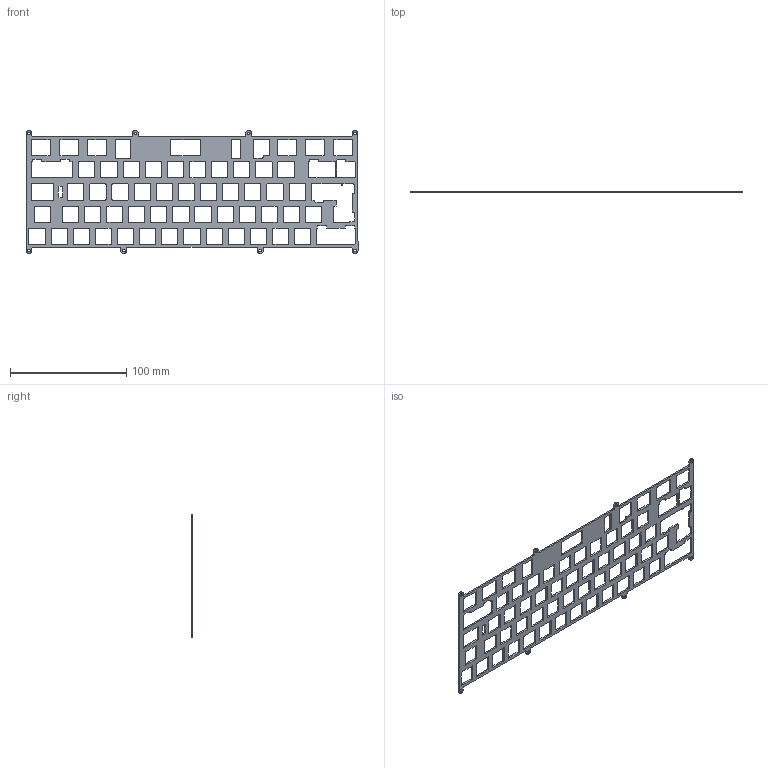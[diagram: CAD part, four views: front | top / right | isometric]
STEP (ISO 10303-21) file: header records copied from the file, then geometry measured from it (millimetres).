
FILE_DESCRIPTION (( 'STEP AP203' ), '1' );
FILE_NAME ('CLASS 60 PCB¶¨Î»°å(2023-4-12).STEP', '2023-05-12T01:28:02', ( 'User' ), ( 'China' ), 'SwSTEP 2.0', 'SolidWorks 2020', '' );
FILE_SCHEMA (( 'CONFIG_CONTROL_DESIGN' ));
Length unit declared in the file: millimetre
Products named in the file (1): CLASS 60 PCB隅弇啣(2023-4-12)
Bounding box: 285.75 x 1.5 x 105.9 mm (x, y, z)
Volume: 19711.6 mm3; surface area: 33279.3 mm2
Topology: 1 solids, 1 shells, 637 faces, 1905 edges, 1270 vertices
Faces by surface type: plane 319, cylinder 318
Entity records: 21980 total; most frequent: DIRECTION 3817, CARTESIAN_POINT 3813, ORIENTED_EDGE 3810, EDGE_CURVE 1905, AXIS2_PLACEMENT_3D 1274, VERTEX_POINT 1270, VECTOR 1269, LINE 1269
